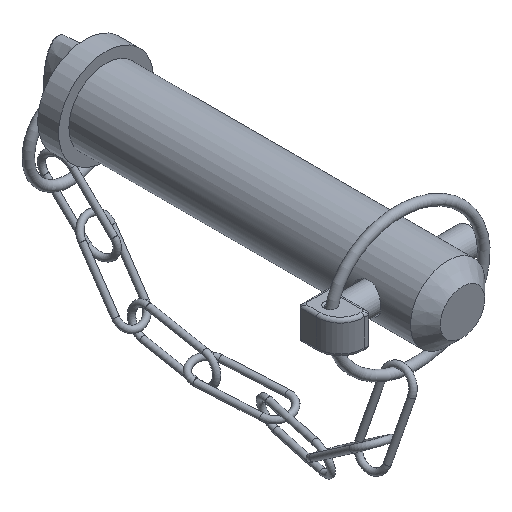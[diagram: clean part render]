
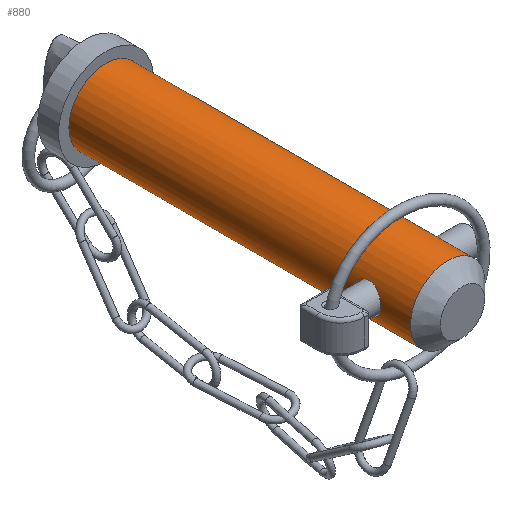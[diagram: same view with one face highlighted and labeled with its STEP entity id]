
A CAD part, isometric view. The second image highlights one B-rep face of the part: STEP entity #880.
In plain terms, the highlighted cylindrical face has radius 12.5 mm (diameter 25 mm), a full revolution.
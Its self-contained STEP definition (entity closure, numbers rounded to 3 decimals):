
#92=CIRCLE('',#1048,12.5);
#93=CIRCLE('',#1049,12.5);
#95=CIRCLE('',#1052,12.5);
#147=FACE_BOUND('',#226,.T.);
#170=FACE_OUTER_BOUND('',#225,.T.);
#225=EDGE_LOOP('',(#645,#646,#647,#648,#649,#650,#651,#652,#653));
#226=EDGE_LOOP('',(#654,#655));
#281=LINE('',#2249,#332);
#282=LINE('',#2250,#333);
#332=VECTOR('',#1175,12.5);
#333=VECTOR('',#1176,12.5);
#384=B_SPLINE_CURVE_WITH_KNOTS('',3,(#2162,#2163,#2164,#2165,#2166,#2167,
#2168,#2169,#2170,#2171,#2172,#2173,#2174,#2175,#2176,#2177,#2178,#2179),
 .UNSPECIFIED.,.F.,.F.,(4,2,2,2,2,2,2,2,4),(0.763,0.953,
1.144,1.335,1.525,1.716,1.907,
2.098,2.288),.UNSPECIFIED.);
#385=B_SPLINE_CURVE_WITH_KNOTS('',3,(#2183,#2184,#2185,#2186,#2187,#2188,
#2189,#2190,#2191,#2192,#2193,#2194,#2195,#2196,#2197,#2198,#2199,#2200,
#2201,#2202,#2203,#2204,#2205,#2206,#2207,#2208),.UNSPECIFIED.,.F.,.F.,
(4,2,2,2,2,2,2,2,2,2,2,2,4),(0.,0.191,0.382,0.572,
0.763,0.953,1.144,1.335,1.525,
1.716,1.907,2.098,2.288),
 .UNSPECIFIED.);
#386=B_SPLINE_CURVE_WITH_KNOTS('',3,(#2209,#2210,#2211,#2212,#2213,#2214,
#2215,#2216,#2217,#2218),.UNSPECIFIED.,.F.,.F.,(4,2,2,2,4),(2.288,
2.479,2.669,2.86,3.051),
 .UNSPECIFIED.);
#387=B_SPLINE_CURVE_WITH_KNOTS('',3,(#2219,#2220,#2221,#2222,#2223,#2224,
#2225,#2226,#2227,#2228,#2229,#2230,#2231,#2232,#2233,#2234,#2235,#2236,
#2237),.UNSPECIFIED.,.F.,.F.,(4,2,2,2,3,2,2,2,4),(2.288,2.479,
2.669,2.86,3.051,3.242,3.432,
3.623,3.814),.UNSPECIFIED.);
#417=VERTEX_POINT('',#2160);
#418=VERTEX_POINT('',#2161);
#419=VERTEX_POINT('',#2180);
#420=VERTEX_POINT('',#2182);
#421=VERTEX_POINT('',#2239);
#422=VERTEX_POINT('',#2240);
#424=VERTEX_POINT('',#2247);
#497=EDGE_CURVE('',#417,#418,#384,.T.);
#499=EDGE_CURVE('',#420,#419,#385,.T.);
#500=EDGE_CURVE('',#419,#420,#386,.T.);
#501=EDGE_CURVE('',#418,#417,#387,.T.);
#502=EDGE_CURVE('',#421,#422,#92,.T.);
#503=EDGE_CURVE('',#422,#421,#93,.T.);
#506=EDGE_CURVE('',#424,#424,#95,.T.);
#507=EDGE_CURVE('',#424,#418,#281,.T.);
#508=EDGE_CURVE('',#417,#422,#282,.T.);
#645=ORIENTED_EDGE('',*,*,#506,.F.);
#646=ORIENTED_EDGE('',*,*,#507,.T.);
#647=ORIENTED_EDGE('',*,*,#501,.T.);
#648=ORIENTED_EDGE('',*,*,#508,.T.);
#649=ORIENTED_EDGE('',*,*,#502,.F.);
#650=ORIENTED_EDGE('',*,*,#503,.F.);
#651=ORIENTED_EDGE('',*,*,#508,.F.);
#652=ORIENTED_EDGE('',*,*,#497,.T.);
#653=ORIENTED_EDGE('',*,*,#507,.F.);
#654=ORIENTED_EDGE('',*,*,#499,.T.);
#655=ORIENTED_EDGE('',*,*,#500,.T.);
#857=CYLINDRICAL_SURFACE('',#1051,12.5);
#880=ADVANCED_FACE('',(#170,#147),#857,.T.);
#1048=AXIS2_PLACEMENT_3D('',#2241,#1164,#1165);
#1049=AXIS2_PLACEMENT_3D('',#2242,#1166,#1167);
#1051=AXIS2_PLACEMENT_3D('',#2246,#1171,#1172);
#1052=AXIS2_PLACEMENT_3D('',#2248,#1173,#1174);
#1164=DIRECTION('center_axis',(0.,-1.,0.));
#1165=DIRECTION('ref_axis',(1.,0.,0.));
#1166=DIRECTION('center_axis',(0.,-1.,0.));
#1167=DIRECTION('ref_axis',(1.,0.,0.));
#1171=DIRECTION('center_axis',(0.,1.,0.));
#1172=DIRECTION('ref_axis',(-1.,0.,0.));
#1173=DIRECTION('center_axis',(0.,1.,0.));
#1174=DIRECTION('ref_axis',(-1.,0.,0.));
#1175=DIRECTION('',(0.,-1.,0.));
#1176=DIRECTION('',(0.,-1.,0.));
#2160=CARTESIAN_POINT('',(12.5,15.,0.));
#2161=CARTESIAN_POINT('',(12.5,25.,0.));
#2162=CARTESIAN_POINT('Ctrl Pts',(12.5,15.,0.));
#2163=CARTESIAN_POINT('Ctrl Pts',(12.5,15.,0.635));
#2164=CARTESIAN_POINT('Ctrl Pts',(12.447,15.128,1.308));
#2165=CARTESIAN_POINT('Ctrl Pts',(12.255,15.641,2.538));
#2166=CARTESIAN_POINT('Ctrl Pts',(12.119,16.025,3.096));
#2167=CARTESIAN_POINT('Ctrl Pts',(11.86,16.905,3.976));
#2168=CARTESIAN_POINT('Ctrl Pts',(11.719,17.462,4.359));
#2169=CARTESIAN_POINT('Ctrl Pts',(11.515,18.691,4.871));
#2170=CARTESIAN_POINT('Ctrl Pts',(11.456,19.364,5.));
#2171=CARTESIAN_POINT('Ctrl Pts',(11.456,20.636,5.));
#2172=CARTESIAN_POINT('Ctrl Pts',(11.515,21.309,4.871));
#2173=CARTESIAN_POINT('Ctrl Pts',(11.719,22.538,4.359));
#2174=CARTESIAN_POINT('Ctrl Pts',(11.86,23.095,3.976));
#2175=CARTESIAN_POINT('Ctrl Pts',(12.119,23.975,3.096));
#2176=CARTESIAN_POINT('Ctrl Pts',(12.255,24.359,2.538));
#2177=CARTESIAN_POINT('Ctrl Pts',(12.447,24.872,1.308));
#2178=CARTESIAN_POINT('Ctrl Pts',(12.5,25.,0.635));
#2179=CARTESIAN_POINT('Ctrl Pts',(12.5,25.,0.));
#2180=CARTESIAN_POINT('',(-12.5,15.,0.));
#2182=CARTESIAN_POINT('',(-11.456,20.,-5.));
#2183=CARTESIAN_POINT('Ctrl Pts',(-11.456,20.,-5.));
#2184=CARTESIAN_POINT('Ctrl Pts',(-11.456,20.636,-5.));
#2185=CARTESIAN_POINT('Ctrl Pts',(-11.515,21.309,-4.871));
#2186=CARTESIAN_POINT('Ctrl Pts',(-11.719,22.538,-4.359));
#2187=CARTESIAN_POINT('Ctrl Pts',(-11.86,23.095,-3.976));
#2188=CARTESIAN_POINT('Ctrl Pts',(-12.119,23.975,-3.096));
#2189=CARTESIAN_POINT('Ctrl Pts',(-12.255,24.359,-2.538));
#2190=CARTESIAN_POINT('Ctrl Pts',(-12.447,24.872,-1.308));
#2191=CARTESIAN_POINT('Ctrl Pts',(-12.5,25.,-0.635));
#2192=CARTESIAN_POINT('Ctrl Pts',(-12.5,25.,0.635));
#2193=CARTESIAN_POINT('Ctrl Pts',(-12.447,24.872,1.308));
#2194=CARTESIAN_POINT('Ctrl Pts',(-12.255,24.359,2.538));
#2195=CARTESIAN_POINT('Ctrl Pts',(-12.119,23.975,3.096));
#2196=CARTESIAN_POINT('Ctrl Pts',(-11.86,23.095,3.976));
#2197=CARTESIAN_POINT('Ctrl Pts',(-11.719,22.538,4.359));
#2198=CARTESIAN_POINT('Ctrl Pts',(-11.515,21.309,4.871));
#2199=CARTESIAN_POINT('Ctrl Pts',(-11.456,20.636,5.));
#2200=CARTESIAN_POINT('Ctrl Pts',(-11.456,19.364,5.));
#2201=CARTESIAN_POINT('Ctrl Pts',(-11.515,18.691,4.871));
#2202=CARTESIAN_POINT('Ctrl Pts',(-11.719,17.462,4.359));
#2203=CARTESIAN_POINT('Ctrl Pts',(-11.86,16.905,3.976));
#2204=CARTESIAN_POINT('Ctrl Pts',(-12.119,16.025,3.096));
#2205=CARTESIAN_POINT('Ctrl Pts',(-12.255,15.641,2.538));
#2206=CARTESIAN_POINT('Ctrl Pts',(-12.447,15.128,1.308));
#2207=CARTESIAN_POINT('Ctrl Pts',(-12.5,15.,0.635));
#2208=CARTESIAN_POINT('Ctrl Pts',(-12.5,15.,0.));
#2209=CARTESIAN_POINT('Ctrl Pts',(-12.5,15.,0.));
#2210=CARTESIAN_POINT('Ctrl Pts',(-12.5,15.,-0.635));
#2211=CARTESIAN_POINT('Ctrl Pts',(-12.447,15.128,-1.308));
#2212=CARTESIAN_POINT('Ctrl Pts',(-12.255,15.641,-2.538));
#2213=CARTESIAN_POINT('Ctrl Pts',(-12.119,16.025,-3.096));
#2214=CARTESIAN_POINT('Ctrl Pts',(-11.86,16.905,-3.976));
#2215=CARTESIAN_POINT('Ctrl Pts',(-11.719,17.462,-4.359));
#2216=CARTESIAN_POINT('Ctrl Pts',(-11.515,18.691,-4.871));
#2217=CARTESIAN_POINT('Ctrl Pts',(-11.456,19.364,-5.));
#2218=CARTESIAN_POINT('Ctrl Pts',(-11.456,20.,-5.));
#2219=CARTESIAN_POINT('Ctrl Pts',(12.5,25.,0.));
#2220=CARTESIAN_POINT('Ctrl Pts',(12.5,25.,-0.635));
#2221=CARTESIAN_POINT('Ctrl Pts',(12.447,24.872,-1.308));
#2222=CARTESIAN_POINT('Ctrl Pts',(12.255,24.359,-2.538));
#2223=CARTESIAN_POINT('Ctrl Pts',(12.119,23.975,-3.096));
#2224=CARTESIAN_POINT('Ctrl Pts',(11.86,23.095,-3.976));
#2225=CARTESIAN_POINT('Ctrl Pts',(11.719,22.538,-4.359));
#2226=CARTESIAN_POINT('Ctrl Pts',(11.515,21.309,-4.871));
#2227=CARTESIAN_POINT('Ctrl Pts',(11.456,20.636,-5.));
#2228=CARTESIAN_POINT('Ctrl Pts',(11.456,20.,-5.));
#2229=CARTESIAN_POINT('Ctrl Pts',(11.456,19.364,-5.));
#2230=CARTESIAN_POINT('Ctrl Pts',(11.515,18.691,-4.871));
#2231=CARTESIAN_POINT('Ctrl Pts',(11.719,17.462,-4.359));
#2232=CARTESIAN_POINT('Ctrl Pts',(11.86,16.905,-3.976));
#2233=CARTESIAN_POINT('Ctrl Pts',(12.119,16.025,-3.096));
#2234=CARTESIAN_POINT('Ctrl Pts',(12.255,15.641,-2.538));
#2235=CARTESIAN_POINT('Ctrl Pts',(12.447,15.128,-1.308));
#2236=CARTESIAN_POINT('Ctrl Pts',(12.5,15.,-0.635));
#2237=CARTESIAN_POINT('Ctrl Pts',(12.5,15.,0.));
#2239=CARTESIAN_POINT('',(-12.5,5.,0.));
#2240=CARTESIAN_POINT('',(12.5,5.,0.));
#2241=CARTESIAN_POINT('Origin',(0.,5.,0.));
#2242=CARTESIAN_POINT('Origin',(0.,5.,0.));
#2246=CARTESIAN_POINT('Origin',(0.,0.,0.));
#2247=CARTESIAN_POINT('',(12.5,120.,0.));
#2248=CARTESIAN_POINT('Origin',(0.,120.,0.));
#2249=CARTESIAN_POINT('',(12.5,0.,0.));
#2250=CARTESIAN_POINT('',(12.5,0.,0.));
